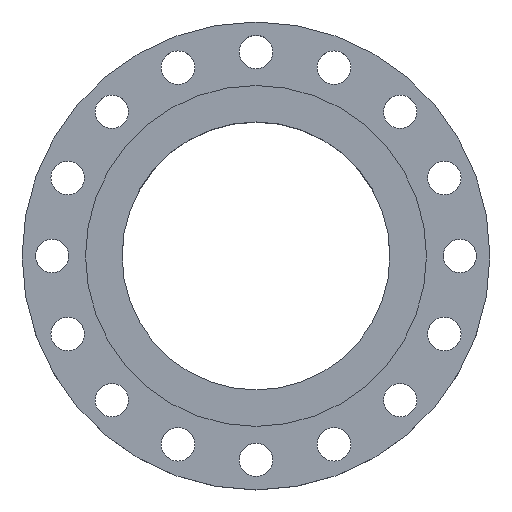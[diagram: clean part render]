
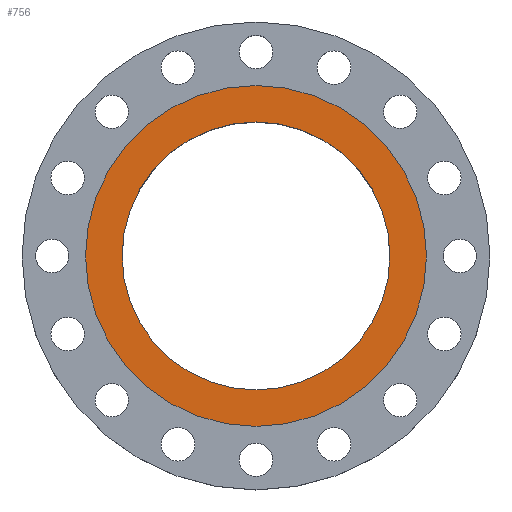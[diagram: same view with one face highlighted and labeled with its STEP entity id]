
A CAD part, top view. The second image highlights one B-rep face of the part: STEP entity #756.
In plain terms, the highlighted planar face has unit normal (0, 0, 1).
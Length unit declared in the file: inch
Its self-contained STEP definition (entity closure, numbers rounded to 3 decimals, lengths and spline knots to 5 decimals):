
#22 = AXIS2_PLACEMENT_3D ( 'NONE', #1131, #1425, #481 ) ;
#53 = AXIS2_PLACEMENT_3D ( 'NONE', #69, #1156, #1322 ) ;
#69 = CARTESIAN_POINT ( 'NONE',  ( 0., 5.01, 0. ) ) ;
#77 = FACE_BOUND ( 'NONE', #764, .T. ) ;
#122 = VERTEX_POINT ( 'NONE', #843 ) ;
#202 = DIRECTION ( 'NONE',  ( 1., 0., 0. ) ) ;
#240 = EDGE_LOOP ( 'NONE', ( #1042, #613 ) ) ;
#263 = ORIENTED_EDGE ( 'NONE', *, *, #975, .F. ) ;
#306 = CIRCLE ( 'NONE', #981, 5.01 ) ;
#372 = CIRCLE ( 'NONE', #1324, 6.375 ) ;
#388 = DIRECTION ( 'NONE',  ( 1., 0., 0. ) ) ;
#397 = CARTESIAN_POINT ( 'NONE',  ( 0., 0., 0. ) ) ;
#481 = DIRECTION ( 'NONE',  ( 1., 0., 0. ) ) ;
#502 = FACE_OUTER_BOUND ( 'NONE', #240, .T. ) ;
#540 = EDGE_CURVE ( 'NONE', #652, #122, #635, .T. ) ;
#613 = ORIENTED_EDGE ( 'NONE', *, *, #1737, .T. ) ;
#635 = CIRCLE ( 'NONE', #1410, 6.375 ) ;
#652 = VERTEX_POINT ( 'NONE', #1672 ) ;
#657 = PLANE ( 'NONE',  #53 ) ;
#725 = CARTESIAN_POINT ( 'NONE',  ( -5.01, 0., 0. ) ) ;
#756 = ADVANCED_FACE ( 'NONE', ( #77, #502 ), #657, .F. ) ;
#764 = EDGE_LOOP ( 'NONE', ( #263, #826 ) ) ;
#786 = CARTESIAN_POINT ( 'NONE',  ( 0., 0., 0. ) ) ;
#826 = ORIENTED_EDGE ( 'NONE', *, *, #867, .F. ) ;
#843 = CARTESIAN_POINT ( 'NONE',  ( -6.375, 0., 0. ) ) ;
#867 = EDGE_CURVE ( 'NONE', #1379, #1001, #306, .T. ) ;
#887 = CARTESIAN_POINT ( 'NONE',  ( 5.01, 0., 0. ) ) ;
#921 = CIRCLE ( 'NONE', #22, 5.01 ) ;
#975 = EDGE_CURVE ( 'NONE', #1001, #1379, #921, .T. ) ;
#981 = AXIS2_PLACEMENT_3D ( 'NONE', #397, #1597, #388 ) ;
#1001 = VERTEX_POINT ( 'NONE', #887 ) ;
#1015 = DIRECTION ( 'NONE',  ( 0., 0., 1. ) ) ;
#1042 = ORIENTED_EDGE ( 'NONE', *, *, #540, .T. ) ;
#1044 = DIRECTION ( 'NONE',  ( 1., 0., 0. ) ) ;
#1131 = CARTESIAN_POINT ( 'NONE',  ( 0., 0., 0. ) ) ;
#1156 = DIRECTION ( 'NONE',  ( 0., 0., -1. ) ) ;
#1322 = DIRECTION ( 'NONE',  ( -1., 0., 0. ) ) ;
#1324 = AXIS2_PLACEMENT_3D ( 'NONE', #1429, #1015, #1044 ) ;
#1379 = VERTEX_POINT ( 'NONE', #725 ) ;
#1410 = AXIS2_PLACEMENT_3D ( 'NONE', #786, #1574, #202 ) ;
#1425 = DIRECTION ( 'NONE',  ( 0., 0., 1. ) ) ;
#1429 = CARTESIAN_POINT ( 'NONE',  ( 0., 0., 0. ) ) ;
#1574 = DIRECTION ( 'NONE',  ( 0., 0., 1. ) ) ;
#1597 = DIRECTION ( 'NONE',  ( 0., 0., 1. ) ) ;
#1672 = CARTESIAN_POINT ( 'NONE',  ( 6.375, 0., 0. ) ) ;
#1737 = EDGE_CURVE ( 'NONE', #122, #652, #372, .T. ) ;
